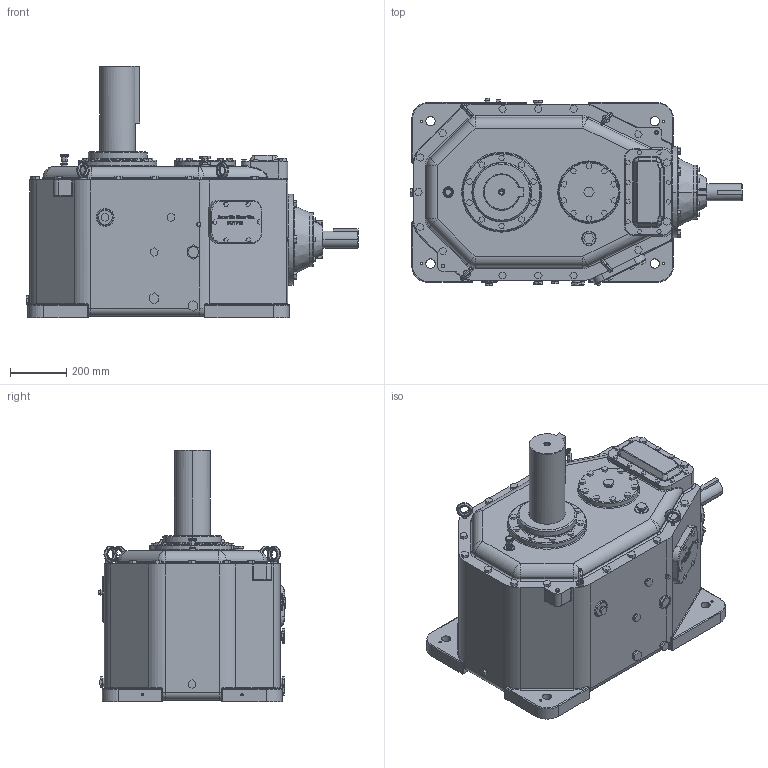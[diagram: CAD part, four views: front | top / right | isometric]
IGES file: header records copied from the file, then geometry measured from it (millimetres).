
Global section: file name: No Iges File Name specified; native system: Autodesk Inventor 2011; preprocessor: AutoDesk Inventor Iges Exporter R2011; author: joseph; date: 20110718.100807; units: inch
Bounding box: 1184.24 x 670.27 x 898.52 mm (x, y, z)
Volume: 95509246.2 mm3; surface area: 5167550.7 mm2
Topology: 16 solids, 33 shells, 1887 faces, 4678 edges, 2927 vertices
Faces by surface type: plane 1057, bspline 418, cylinder 176, revolution 116, torus 93, cone 16, sphere 11
